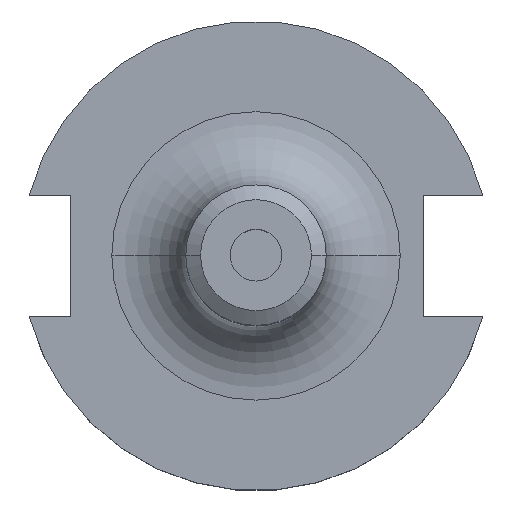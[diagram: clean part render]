
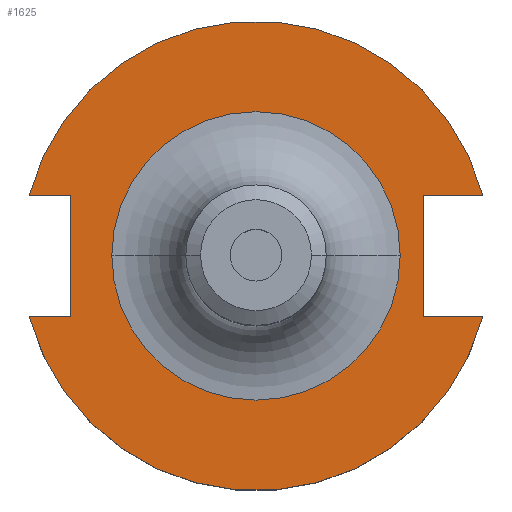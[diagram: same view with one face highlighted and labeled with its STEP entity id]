
A CAD part, top view. The second image highlights one B-rep face of the part: STEP entity #1625.
In plain terms, the highlighted planar face has unit normal (0, 0, 1).
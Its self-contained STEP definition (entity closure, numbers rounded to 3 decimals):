
#12 = CARTESIAN_POINT ( 'NONE',  ( 19.5, 0., 19.05 ) ) ;
#41 = CARTESIAN_POINT ( 'NONE',  ( 22.606, 8.191, 19.05 ) ) ;
#53 = CARTESIAN_POINT ( 'NONE',  ( 0., 0., 19.05 ) ) ;
#81 = DIRECTION ( 'NONE',  ( 1., 0., 0. ) ) ;
#131 = CARTESIAN_POINT ( 'NONE',  ( 30.675, -8.191, 19.05 ) ) ;
#138 = CIRCLE ( 'NONE', #313, 19.5 ) ;
#141 = CARTESIAN_POINT ( 'NONE',  ( -61.091, 8.191, 19.05 ) ) ;
#181 = DIRECTION ( 'NONE',  ( 0., -1., 0. ) ) ;
#194 = DIRECTION ( 'NONE',  ( 0., 0., -1. ) ) ;
#227 = CARTESIAN_POINT ( 'NONE',  ( 22.606, 0., 19.05 ) ) ;
#236 = EDGE_CURVE ( 'NONE', #1386, #1191, #1702, .T. ) ;
#245 = PLANE ( 'NONE',  #450 ) ;
#266 = DIRECTION ( 'NONE',  ( 0., 0., 1. ) ) ;
#292 = VERTEX_POINT ( 'NONE', #131 ) ;
#313 = AXIS2_PLACEMENT_3D ( 'NONE', #53, #194, #1692 ) ;
#365 = CARTESIAN_POINT ( 'NONE',  ( -30.675, 8.191, 19.05 ) ) ;
#404 = DIRECTION ( 'NONE',  ( 1., 0., 0. ) ) ;
#405 = DIRECTION ( 'NONE',  ( 0., 0., -1. ) ) ;
#413 = CARTESIAN_POINT ( 'NONE',  ( -25.091, 8.191, 19.05 ) ) ;
#421 = DIRECTION ( 'NONE',  ( 1., 0., 0. ) ) ;
#450 = AXIS2_PLACEMENT_3D ( 'NONE', #493, #1325, #454 ) ;
#454 = DIRECTION ( 'NONE',  ( -1., 0., 0. ) ) ;
#486 = ORIENTED_EDGE ( 'NONE', *, *, #1674, .T. ) ;
#493 = CARTESIAN_POINT ( 'NONE',  ( 0., 0., 19.05 ) ) ;
#495 = DIRECTION ( 'NONE',  ( 0., 0., 1. ) ) ;
#497 = CARTESIAN_POINT ( 'NONE',  ( -25.091, 8.191, 19.05 ) ) ;
#526 = VERTEX_POINT ( 'NONE', #664 ) ;
#536 = LINE ( 'NONE', #1089, #1453 ) ;
#544 = EDGE_CURVE ( 'NONE', #658, #905, #536, .T. ) ;
#599 = VECTOR ( 'NONE', #421, 1000. ) ;
#604 = ORIENTED_EDGE ( 'NONE', *, *, #648, .T. ) ;
#611 = VERTEX_POINT ( 'NONE', #969 ) ;
#613 = ORIENTED_EDGE ( 'NONE', *, *, #1398, .T. ) ;
#626 = EDGE_CURVE ( 'NONE', #526, #1486, #1679, .T. ) ;
#631 = VECTOR ( 'NONE', #863, 1000. ) ;
#642 = CARTESIAN_POINT ( 'NONE',  ( 22.606, -8.191, 19.05 ) ) ;
#648 = EDGE_CURVE ( 'NONE', #611, #1756, #138, .T. ) ;
#658 = VERTEX_POINT ( 'NONE', #1556 ) ;
#664 = CARTESIAN_POINT ( 'NONE',  ( 30.675, 8.191, 19.05 ) ) ;
#715 = ORIENTED_EDGE ( 'NONE', *, *, #1451, .T. ) ;
#722 = CARTESIAN_POINT ( 'NONE',  ( 0., -8.191, 19.05 ) ) ;
#750 = LINE ( 'NONE', #413, #1677 ) ;
#761 = LINE ( 'NONE', #722, #1080 ) ;
#821 = CARTESIAN_POINT ( 'NONE',  ( 0., 8.191, 19.05 ) ) ;
#822 = VERTEX_POINT ( 'NONE', #642 ) ;
#827 = DIRECTION ( 'NONE',  ( -1., 0., 0. ) ) ;
#836 = EDGE_LOOP ( 'NONE', ( #613, #1610, #1006, #935, #486, #1488, #1079, #1485 ) ) ;
#855 = CIRCLE ( 'NONE', #1746, 31.75 ) ;
#863 = DIRECTION ( 'NONE',  ( 0., 1., 0. ) ) ;
#896 = CARTESIAN_POINT ( 'NONE',  ( -25.091, -8.191, 19.05 ) ) ;
#905 = VERTEX_POINT ( 'NONE', #896 ) ;
#935 = ORIENTED_EDGE ( 'NONE', *, *, #1634, .F. ) ;
#969 = CARTESIAN_POINT ( 'NONE',  ( -19.5, 0., 19.05 ) ) ;
#985 = EDGE_LOOP ( 'NONE', ( #604, #715 ) ) ;
#1004 = LINE ( 'NONE', #227, #631 ) ;
#1006 = ORIENTED_EDGE ( 'NONE', *, *, #1066, .T. ) ;
#1015 = FACE_OUTER_BOUND ( 'NONE', #836, .T. ) ;
#1066 = EDGE_CURVE ( 'NONE', #658, #292, #855, .T. ) ;
#1077 = CARTESIAN_POINT ( 'NONE',  ( 0., 0., 19.05 ) ) ;
#1079 = ORIENTED_EDGE ( 'NONE', *, *, #1367, .T. ) ;
#1080 = VECTOR ( 'NONE', #81, 1000. ) ;
#1089 = CARTESIAN_POINT ( 'NONE',  ( -61.091, -8.191, 19.05 ) ) ;
#1128 = FACE_BOUND ( 'NONE', #985, .T. ) ;
#1156 = CARTESIAN_POINT ( 'NONE',  ( 0., 0., 19.05 ) ) ;
#1191 = VERTEX_POINT ( 'NONE', #497 ) ;
#1212 = AXIS2_PLACEMENT_3D ( 'NONE', #1455, #266, #1608 ) ;
#1237 = DIRECTION ( 'NONE',  ( -1., 0., 0. ) ) ;
#1308 = DIRECTION ( 'NONE',  ( 1., 0., 0. ) ) ;
#1325 = DIRECTION ( 'NONE',  ( 0., 0., -1. ) ) ;
#1367 = EDGE_CURVE ( 'NONE', #526, #1386, #1402, .T. ) ;
#1386 = VERTEX_POINT ( 'NONE', #365 ) ;
#1398 = EDGE_CURVE ( 'NONE', #1191, #905, #750, .T. ) ;
#1402 = CIRCLE ( 'NONE', #1212, 31.75 ) ;
#1451 = EDGE_CURVE ( 'NONE', #1756, #611, #1640, .T. ) ;
#1453 = VECTOR ( 'NONE', #404, 1000. ) ;
#1455 = CARTESIAN_POINT ( 'NONE',  ( 0., 0., 19.05 ) ) ;
#1485 = ORIENTED_EDGE ( 'NONE', *, *, #236, .T. ) ;
#1486 = VERTEX_POINT ( 'NONE', #41 ) ;
#1488 = ORIENTED_EDGE ( 'NONE', *, *, #626, .F. ) ;
#1513 = VECTOR ( 'NONE', #1237, 1000. ) ;
#1556 = CARTESIAN_POINT ( 'NONE',  ( -30.675, -8.191, 19.05 ) ) ;
#1608 = DIRECTION ( 'NONE',  ( 1., 0., 0. ) ) ;
#1610 = ORIENTED_EDGE ( 'NONE', *, *, #544, .F. ) ;
#1625 = ADVANCED_FACE ( 'NONE', ( #1128, #1015 ), #245, .F. ) ;
#1634 = EDGE_CURVE ( 'NONE', #822, #292, #761, .T. ) ;
#1640 = CIRCLE ( 'NONE', #1673, 19.5 ) ;
#1673 = AXIS2_PLACEMENT_3D ( 'NONE', #1077, #405, #827 ) ;
#1674 = EDGE_CURVE ( 'NONE', #822, #1486, #1004, .T. ) ;
#1677 = VECTOR ( 'NONE', #181, 1000. ) ;
#1679 = LINE ( 'NONE', #821, #1513 ) ;
#1692 = DIRECTION ( 'NONE',  ( -1., 0., 0. ) ) ;
#1702 = LINE ( 'NONE', #141, #599 ) ;
#1746 = AXIS2_PLACEMENT_3D ( 'NONE', #1156, #495, #1308 ) ;
#1756 = VERTEX_POINT ( 'NONE', #12 ) ;
